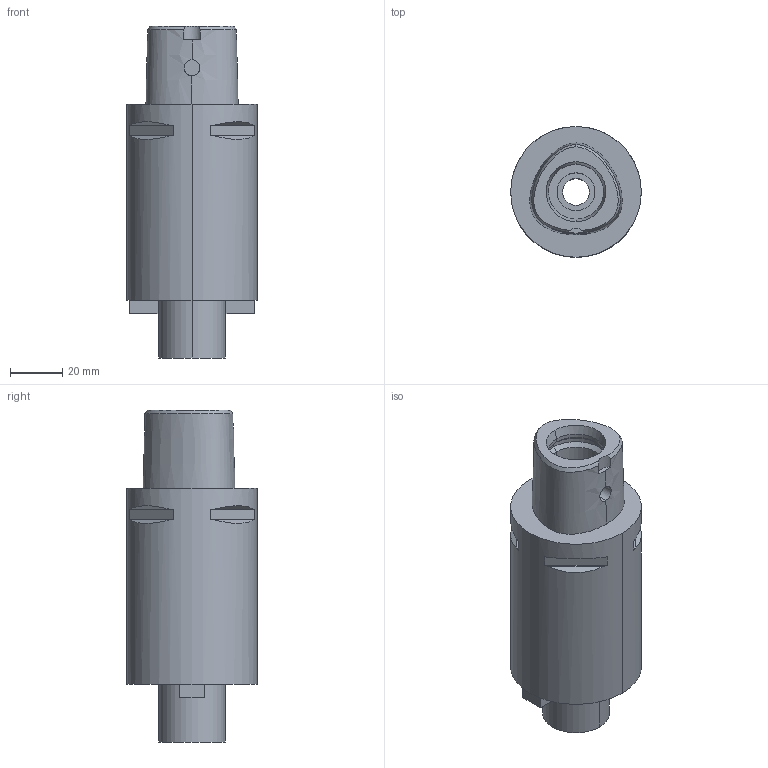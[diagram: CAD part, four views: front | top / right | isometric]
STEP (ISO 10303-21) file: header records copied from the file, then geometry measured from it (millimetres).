
FILE_DESCRIPTION((''),'2;1');
FILE_NAME('C5-FMA25_4-75','2019-01-25T',('ykawabe'),(''),'CREO PARAMETRIC BY PTC INC, 2016380','CREO PARAMETRIC BY PTC INC, 2016380','');
FILE_SCHEMA(('AUTOMOTIVE_DESIGN { 1 0 10303 214 1 1 1 1 }'));
Length unit declared in the file: millimetre
Products named in the file (1): C5-FMA25_4-75
Bounding box: 50 x 50 x 127 mm (x, y, z)
Volume: 167520.3 mm3; surface area: 26376.7 mm2
Topology: 1 solids, 1 shells, 70 faces, 160 edges, 101 vertices
Faces by surface type: plane 39, cylinder 21, bspline 4, cone 4, torus 2
Entity records: 3528 total; most frequent: CARTESIAN_POINT 1331, DIRECTION 332, ORIENTED_EDGE 320, PRESENTATION_STYLE_ASSIGNMENT 165, STYLED_ITEM 165, CURVE_STYLE 164, EDGE_CURVE 160, AXIS2_PLACEMENT_3D 127
